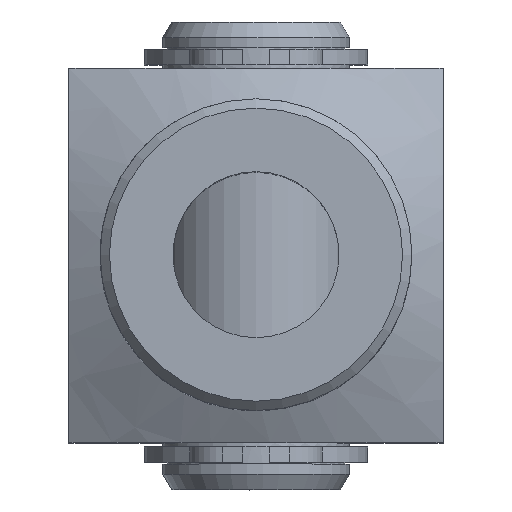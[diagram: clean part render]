
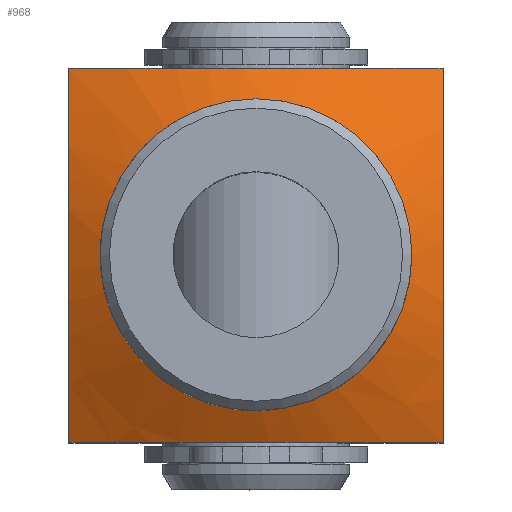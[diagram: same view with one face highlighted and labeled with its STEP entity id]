
A CAD part, top view. The second image highlights one B-rep face of the part: STEP entity #968.
In plain terms, the highlighted conical face has half-angle 63.338 degrees and reference radius 13.485 mm.
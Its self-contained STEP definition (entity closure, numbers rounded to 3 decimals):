
#16=(
BOUNDED_CURVE()
B_SPLINE_CURVE(2,(#1566,#1567,#1568),.UNSPECIFIED.,.F.,.F.)
B_SPLINE_CURVE_WITH_KNOTS((3,3),(0.,2.451),.UNSPECIFIED.)
CURVE()
GEOMETRIC_REPRESENTATION_ITEM()
RATIONAL_B_SPLINE_CURVE((1.,1.414,1.))
REPRESENTATION_ITEM('')
);
#17=(
BOUNDED_CURVE()
B_SPLINE_CURVE(2,(#1570,#1571,#1572),.UNSPECIFIED.,.F.,.F.)
B_SPLINE_CURVE_WITH_KNOTS((3,3),(0.,2.451),.UNSPECIFIED.)
CURVE()
GEOMETRIC_REPRESENTATION_ITEM()
RATIONAL_B_SPLINE_CURVE((1.,1.414,1.))
REPRESENTATION_ITEM('')
);
#18=(
BOUNDED_CURVE()
B_SPLINE_CURVE(2,(#1574,#1575,#1576),.UNSPECIFIED.,.F.,.F.)
B_SPLINE_CURVE_WITH_KNOTS((3,3),(0.,2.451),.UNSPECIFIED.)
CURVE()
GEOMETRIC_REPRESENTATION_ITEM()
RATIONAL_B_SPLINE_CURVE((1.,1.414,1.))
REPRESENTATION_ITEM('')
);
#19=(
BOUNDED_CURVE()
B_SPLINE_CURVE(2,(#1577,#1578,#1579),.UNSPECIFIED.,.F.,.F.)
B_SPLINE_CURVE_WITH_KNOTS((3,3),(0.,2.451),.UNSPECIFIED.)
CURVE()
GEOMETRIC_REPRESENTATION_ITEM()
RATIONAL_B_SPLINE_CURVE((1.,1.414,1.))
REPRESENTATION_ITEM('')
);
#30=CONICAL_SURFACE('',#1067,13.485,63.338);
#60=FACE_BOUND('',#223,.T.);
#141=FACE_OUTER_BOUND('',#222,.T.);
#222=EDGE_LOOP('',(#796,#797,#798,#799));
#223=EDGE_LOOP('',(#800));
#402=CIRCLE('',#1068,10.);
#478=VERTEX_POINT('',#1564);
#479=VERTEX_POINT('',#1565);
#480=VERTEX_POINT('',#1569);
#481=VERTEX_POINT('',#1573);
#482=VERTEX_POINT('',#1580);
#590=EDGE_CURVE('',#478,#479,#16,.T.);
#591=EDGE_CURVE('',#480,#478,#17,.T.);
#592=EDGE_CURVE('',#481,#480,#18,.T.);
#593=EDGE_CURVE('',#479,#481,#19,.T.);
#594=EDGE_CURVE('',#482,#482,#402,.T.);
#796=ORIENTED_EDGE('',*,*,#590,.F.);
#797=ORIENTED_EDGE('',*,*,#591,.F.);
#798=ORIENTED_EDGE('',*,*,#592,.F.);
#799=ORIENTED_EDGE('',*,*,#593,.F.);
#800=ORIENTED_EDGE('',*,*,#594,.T.);
#968=ADVANCED_FACE('',(#141,#60),#30,.T.);
#1067=AXIS2_PLACEMENT_3D('',#1563,#1309,#1310);
#1068=AXIS2_PLACEMENT_3D('',#1581,#1311,#1312);
#1309=DIRECTION('center_axis',(0.,0.,-1.));
#1310=DIRECTION('ref_axis',(-0.707,0.707,0.));
#1311=DIRECTION('center_axis',(0.,0.,-1.));
#1312=DIRECTION('ref_axis',(-1.,0.,0.));
#1563=CARTESIAN_POINT('Origin',(-10.934,2.239,11.25));
#1564=CARTESIAN_POINT('',(1.066,14.239,9.5));
#1565=CARTESIAN_POINT('',(1.066,-9.761,9.5));
#1566=CARTESIAN_POINT('Ctrl Pts',(1.066,14.239,9.5));
#1567=CARTESIAN_POINT('Ctrl Pts',(1.066,2.239,13.761));
#1568=CARTESIAN_POINT('Ctrl Pts',(1.066,-9.761,9.5));
#1569=CARTESIAN_POINT('',(-22.934,14.239,9.5));
#1570=CARTESIAN_POINT('Ctrl Pts',(-22.934,14.239,9.5));
#1571=CARTESIAN_POINT('Ctrl Pts',(-10.934,14.239,13.761));
#1572=CARTESIAN_POINT('Ctrl Pts',(1.066,14.239,9.5));
#1573=CARTESIAN_POINT('',(-22.934,-9.761,9.5));
#1574=CARTESIAN_POINT('Ctrl Pts',(-22.934,-9.761,9.5));
#1575=CARTESIAN_POINT('Ctrl Pts',(-22.934,2.239,13.761));
#1576=CARTESIAN_POINT('Ctrl Pts',(-22.934,14.239,9.5));
#1577=CARTESIAN_POINT('Ctrl Pts',(1.066,-9.761,9.5));
#1578=CARTESIAN_POINT('Ctrl Pts',(-10.934,-9.761,13.761));
#1579=CARTESIAN_POINT('Ctrl Pts',(-22.934,-9.761,9.5));
#1580=CARTESIAN_POINT('',(-0.934,2.239,13.));
#1581=CARTESIAN_POINT('Origin',(-10.934,2.239,13.));
